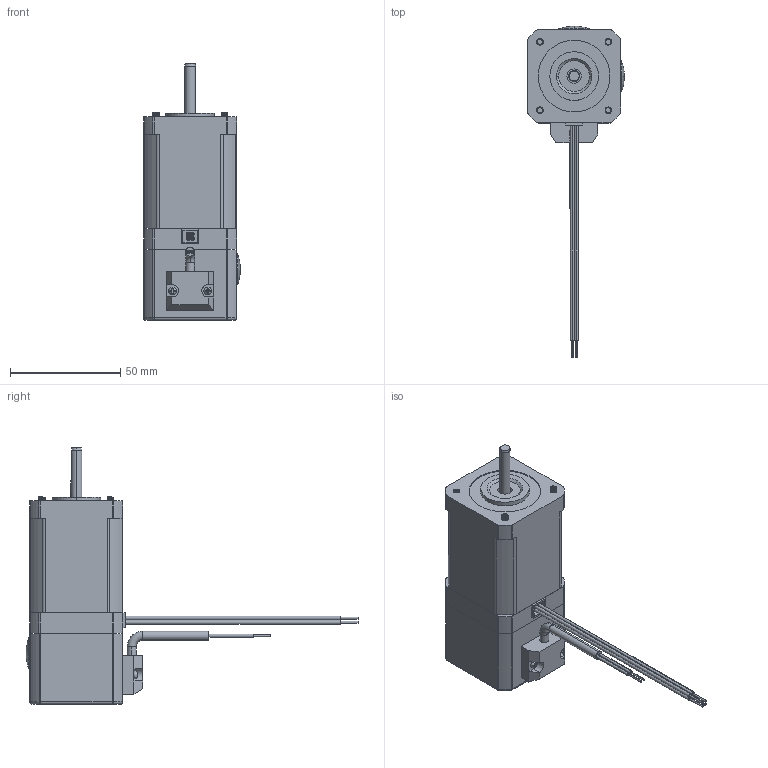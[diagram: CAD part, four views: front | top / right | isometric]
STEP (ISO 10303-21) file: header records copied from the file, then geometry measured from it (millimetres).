
FILE_DESCRIPTION(('Open CASCADE Model'),'2;1');
FILE_NAME('Open CASCADE Shape Model','2023-08-02T22:14:12',('Author'),( 'Open CASCADE'),'Open CASCADE STEP processor 7.7','Open CASCADE 7.7' ,'Unknown');
FILE_SCHEMA(('AUTOMOTIVE_DESIGN { 1 0 10303 214 1 1 1 1 }'));
Length unit declared in the file: millimetre
Products named in the file (1): Open CASCADE STEP translator 7.7 1
Bounding box: 43.9 x 150.4 x 116.12 mm (x, y, z)
Volume: 162625.4 mm3; surface area: 28654.8 mm2
Topology: 1 solids, 1 shells, 534 faces, 1341 edges, 857 vertices
Faces by surface type: cylinder 234, plane 206, bspline 36, cone 24, torus 18, sphere 12, revolution 4
Entity records: 22340 total; most frequent: CARTESIAN_POINT 10330, ORIENTED_EDGE 2674, DIRECTION 2324, EDGE_CURVE 1337, AXIS2_PLACEMENT_3D 868, VERTEX_POINT 857, FACE_BOUND 586, EDGE_LOOP 586
